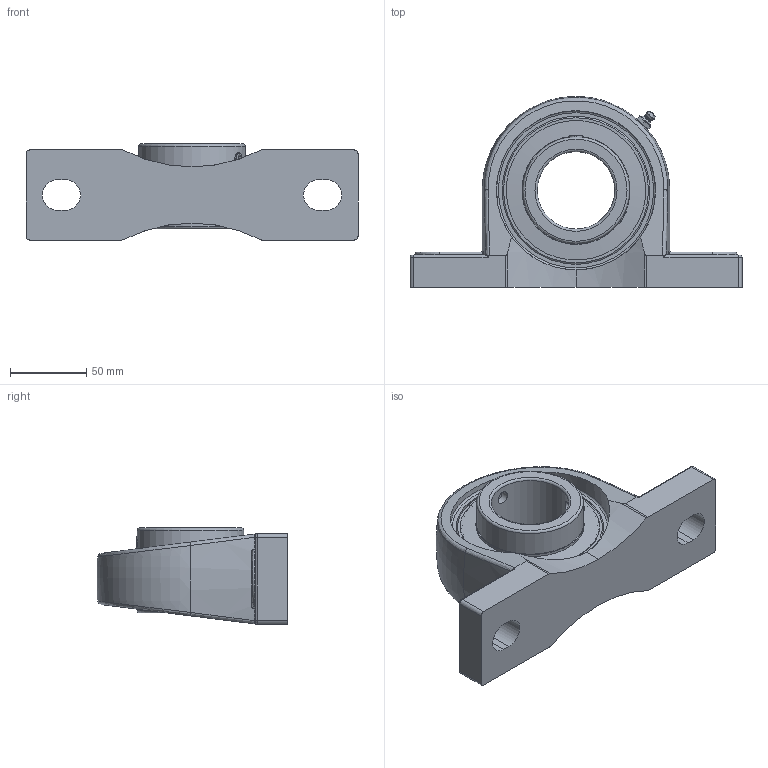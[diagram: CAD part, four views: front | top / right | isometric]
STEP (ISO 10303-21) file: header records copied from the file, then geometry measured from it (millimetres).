
FILE_DESCRIPTION(('HOOPS Exchange Step'),'2;1');
FILE_NAME('export-C4108CC6-FB97-4C87-81C7-F065DF717D4D.stp','2019-12-13T14:29:32-08:00',('ibuslach'),('Alibre'),'HOOPS Exchange 2019.2','Alibre','Unknown authorisation');
FILE_SCHEMA( ('AP242_MANAGED_MODEL_BASED_3D_ENGINEERING_MIM_LF {1 0 10303 442 1 1 4 }') );
Length unit declared in the file: centimetre
Products named in the file (7): MRN SP 211; UCP ZERK 8mm; SUC 211-32 RACES; SUC 211 SHIELD; SUC 211 SS; MRN SUC 211-32; MRN SUCP 211-32
Assembly tree (8 placements, depth 3):
  MRN SUCP 211-32
    MRN SP 211
    UCP ZERK 8mm
    MRN SUC 211-32
      SUC 211-32 RACES
      SUC 211 SHIELD  x2
      SUC 211 SS  x2
Bounding box: 217.5 x 124.91 x 62.9 mm (x, y, z)
Volume: 503653.4 mm3; surface area: 118597.1 mm2
Topology: 8 solids, 8 shells, 225 faces, 595 edges, 380 vertices
Faces by surface type: plane 71, cylinder 67, cone 30, torus 26, bspline 22, sphere 9
Full cylindrical faces by diameter (mm): 1.509 x2, 8 x2, 8.382 x4, 50.8 x1, 69.85 x3, 70.866 x2, 88.9 x1, 91.44 x2, 104.224 x2
Entity records: 15190 total; most frequent: CARTESIAN_POINT 9948, ORIENTED_EDGE 1084, DIRECTION 1071, EDGE_CURVE 542, AXIS2_PLACEMENT_3D 446, VERTEX_POINT 349, EDGE_LOOP 231, FACE_BOUND 231
